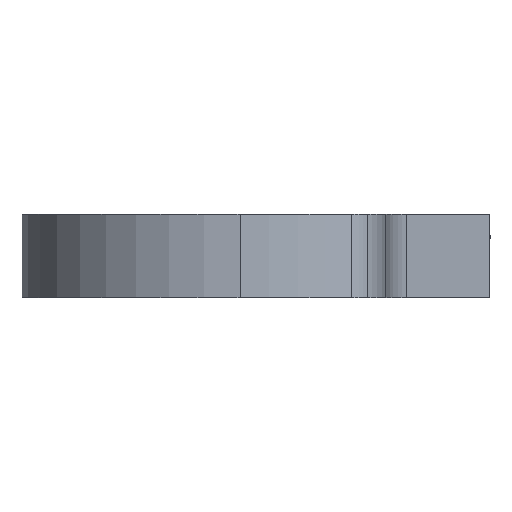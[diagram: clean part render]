
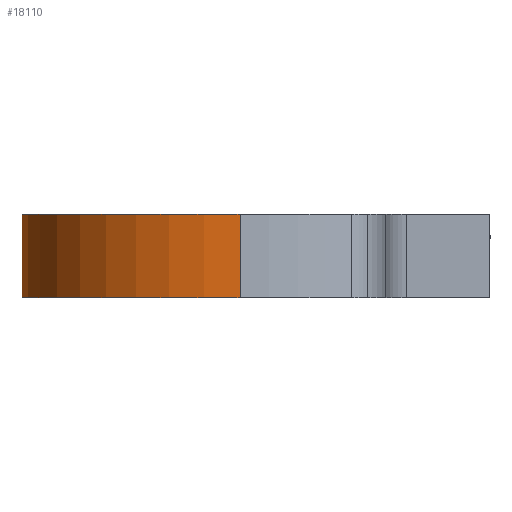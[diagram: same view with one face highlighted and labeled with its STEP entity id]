
A CAD part, left-side view. The second image highlights one B-rep face of the part: STEP entity #18110.
In plain terms, the highlighted cylindrical face has radius 21 mm (diameter 42 mm), a partial arc.
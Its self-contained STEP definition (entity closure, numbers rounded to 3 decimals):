
#479 = EDGE_CURVE ( 'NONE', #12882, #12557, #11639, .T. ) ;
#705 = CARTESIAN_POINT ( 'NONE',  ( 19.146, 8.63, 6.568 ) ) ;
#992 = CARTESIAN_POINT ( 'NONE',  ( 19.148, 8.625, 1.43 ) ) ;
#1022 = AXIS2_PLACEMENT_3D ( 'NONE', #17320, #9488, #6463 ) ;
#1614 = CARTESIAN_POINT ( 'NONE',  ( 18.272, 10.35, 2.812 ) ) ;
#1719 = LINE ( 'NONE', #16799, #8998 ) ;
#1848 = DIRECTION ( 'NONE',  ( 1., 0., 0. ) ) ;
#1899 = VERTEX_POINT ( 'NONE', #18696 ) ;
#1918 = CARTESIAN_POINT ( 'NONE',  ( 18.88, 9.197, 6.277 ) ) ;
#1939 = FACE_OUTER_BOUND ( 'NONE', #12972, .T. ) ;
#2003 = CARTESIAN_POINT ( 'NONE',  ( 19.799, 7., 0.926 ) ) ;
#2481 = CIRCLE ( 'NONE', #13426, 21. ) ;
#2509 = DIRECTION ( 'NONE',  ( 1., 0., 0. ) ) ;
#3614 = LINE ( 'NONE', #9659, #4796 ) ;
#3839 = VERTEX_POINT ( 'NONE', #17346 ) ;
#4024 = EDGE_CURVE ( 'NONE', #12882, #1899, #1719, .T. ) ;
#4029 = CARTESIAN_POINT ( 'NONE',  ( 19.649, 7.425, 6.983 ) ) ;
#4470 = VERTEX_POINT ( 'NONE', #11465 ) ;
#4567 = DIRECTION ( 'NONE',  ( 0., 0., -1. ) ) ;
#4574 = EDGE_CURVE ( 'NONE', #3839, #12557, #7873, .T. ) ;
#4628 = CARTESIAN_POINT ( 'NONE',  ( 18.095, 10.658, 4.456 ) ) ;
#4796 = VECTOR ( 'NONE', #17195, 1000. ) ;
#5153 = DIRECTION ( 'NONE',  ( 0., 0., 1. ) ) ;
#5511 = CARTESIAN_POINT ( 'NONE',  ( 18.707, 9.545, 1.954 ) ) ;
#5546 = EDGE_CURVE ( 'NONE', #1899, #4470, #5810, .T. ) ;
#5810 = CIRCLE ( 'NONE', #11712, 21. ) ;
#5906 = ORIENTED_EDGE ( 'NONE', *, *, #479, .F. ) ;
#6131 = CARTESIAN_POINT ( 'NONE',  ( 18.705, 9.549, 6.043 ) ) ;
#6440 = CARTESIAN_POINT ( 'NONE',  ( 18.072, 10.695, 3.881 ) ) ;
#6463 = DIRECTION ( 'NONE',  ( -1., 0., 0. ) ) ;
#6670 = VERTEX_POINT ( 'NONE', #15199 ) ;
#6747 = CARTESIAN_POINT ( 'NONE',  ( 19.233, 8.435, 6.65 ) ) ;
#6821 = ORIENTED_EDGE ( 'NONE', *, *, #9034, .F. ) ;
#7042 = CARTESIAN_POINT ( 'NONE',  ( 18.236, 10.415, 5.09 ) ) ;
#7348 = CARTESIAN_POINT ( 'NONE',  ( 18.62, 9.713, 2.084 ) ) ;
#7516 = ORIENTED_EDGE ( 'NONE', *, *, #4024, .T. ) ;
#7654 = CARTESIAN_POINT ( 'NONE',  ( 18.452, 10.028, 5.618 ) ) ;
#7873 = LINE ( 'NONE', #15108, #8060 ) ;
#7934 = CARTESIAN_POINT ( 'NONE',  ( 18.116, 10.621, 3.427 ) ) ;
#8060 = VECTOR ( 'NONE', #4567, 1000. ) ;
#8234 = CARTESIAN_POINT ( 'NONE',  ( 18.1, 10.648, 3.537 ) ) ;
#8392 = ORIENTED_EDGE ( 'NONE', *, *, #5546, .T. ) ;
#8998 = VECTOR ( 'NONE', #17699, 1000. ) ;
#9034 = EDGE_CURVE ( 'NONE', #6670, #4470, #3614, .T. ) ;
#9466 = CARTESIAN_POINT ( 'NONE',  ( 18.373, 10.171, 5.453 ) ) ;
#9488 = DIRECTION ( 'NONE',  ( 0., 0., -1. ) ) ;
#9659 = CARTESIAN_POINT ( 'NONE',  ( -21., 0., 8. ) ) ;
#9746 = CARTESIAN_POINT ( 'NONE',  ( 0., 0., 0. ) ) ;
#9765 = CARTESIAN_POINT ( 'NONE',  ( 19.235, 8.431, 1.349 ) ) ;
#9777 = CARTESIAN_POINT ( 'NONE',  ( 18.969, 9.012, 6.381 ) ) ;
#10285 = EDGE_CURVE ( 'NONE', #3839, #6670, #2481, .T. ) ;
#10391 = CARTESIAN_POINT ( 'NONE',  ( 19.799, 7., 7.074 ) ) ;
#11465 = CARTESIAN_POINT ( 'NONE',  ( -21., 0., 0. ) ) ;
#11566 = CARTESIAN_POINT ( 'NONE',  ( 18.241, 10.406, 2.907 ) ) ;
#11639 = B_SPLINE_CURVE_WITH_KNOTS ( 'NONE', 3,
 ( #13651, #17903, #14262, #9765, #992, #15468, #17598, #5511, #7348, #15788, #16088, #1614, #11566, #16381, #12161, #7934, #8234, #14566, #6440, #12768, #4628, #15166, #7042, #9466, #7654, #11868, #6131, #1918, #9777, #705, #6747, #12174, #4029, #12482 ),
 .UNSPECIFIED., .F., .F.,
 ( 4, 2, 2, 2, 2, 2, 2, 2, 2, 2, 2, 2, 2, 2, 2, 2, 4 ),
 ( 0., 0.001, 0.002, 0.003, 0.003, 0.004, 0.004, 0.005, 0.005, 0.005, 0.006, 0.007, 0.008, 0.008, 0.009, 0.01, 0.011 ),
 .UNSPECIFIED. ) ;
#11712 = AXIS2_PLACEMENT_3D ( 'NONE', #9746, #18201, #2509 ) ;
#11727 = ORIENTED_EDGE ( 'NONE', *, *, #10285, .F. ) ;
#11868 = CARTESIAN_POINT ( 'NONE',  ( 18.618, 9.716, 5.913 ) ) ;
#12161 = CARTESIAN_POINT ( 'NONE',  ( 18.158, 10.55, 3.212 ) ) ;
#12174 = CARTESIAN_POINT ( 'NONE',  ( 19.487, 7.838, 6.87 ) ) ;
#12482 = CARTESIAN_POINT ( 'NONE',  ( 19.799, 7., 7.074 ) ) ;
#12557 = VERTEX_POINT ( 'NONE', #10391 ) ;
#12704 = CARTESIAN_POINT ( 'NONE',  ( 0., 0., 8. ) ) ;
#12768 = CARTESIAN_POINT ( 'NONE',  ( 18.072, 10.696, 4.224 ) ) ;
#12882 = VERTEX_POINT ( 'NONE', #2003 ) ;
#12972 = EDGE_LOOP ( 'NONE', ( #6821, #11727, #16344, #5906, #7516, #8392 ) ) ;
#13426 = AXIS2_PLACEMENT_3D ( 'NONE', #12704, #5153, #1848 ) ;
#13651 = CARTESIAN_POINT ( 'NONE',  ( 19.799, 7., 0.926 ) ) ;
#14262 = CARTESIAN_POINT ( 'NONE',  ( 19.488, 7.836, 1.13 ) ) ;
#14566 = CARTESIAN_POINT ( 'NONE',  ( 18.078, 10.686, 3.765 ) ) ;
#15108 = CARTESIAN_POINT ( 'NONE',  ( 19.799, 7., 8. ) ) ;
#15166 = CARTESIAN_POINT ( 'NONE',  ( 18.176, 10.518, 4.887 ) ) ;
#15199 = CARTESIAN_POINT ( 'NONE',  ( -21., 0., 8. ) ) ;
#15468 = CARTESIAN_POINT ( 'NONE',  ( 18.972, 9.005, 1.615 ) ) ;
#15788 = CARTESIAN_POINT ( 'NONE',  ( 18.453, 10.026, 2.38 ) ) ;
#16088 = CARTESIAN_POINT ( 'NONE',  ( 18.375, 10.168, 2.542 ) ) ;
#16344 = ORIENTED_EDGE ( 'NONE', *, *, #4574, .T. ) ;
#16381 = CARTESIAN_POINT ( 'NONE',  ( 18.183, 10.506, 3.107 ) ) ;
#16799 = CARTESIAN_POINT ( 'NONE',  ( 19.799, 7., 8. ) ) ;
#17195 = DIRECTION ( 'NONE',  ( 0., 0., -1. ) ) ;
#17320 = CARTESIAN_POINT ( 'NONE',  ( 0., 0., 8. ) ) ;
#17346 = CARTESIAN_POINT ( 'NONE',  ( 19.799, 7., 8. ) ) ;
#17598 = CARTESIAN_POINT ( 'NONE',  ( 18.883, 9.191, 1.72 ) ) ;
#17630 = CYLINDRICAL_SURFACE ( 'NONE', #1022, 21. ) ;
#17699 = DIRECTION ( 'NONE',  ( 0., 0., -1. ) ) ;
#17903 = CARTESIAN_POINT ( 'NONE',  ( 19.649, 7.424, 1.017 ) ) ;
#18110 = ADVANCED_FACE ( 'NONE', ( #1939 ), #17630, .T. ) ;
#18201 = DIRECTION ( 'NONE',  ( 0., 0., 1. ) ) ;
#18696 = CARTESIAN_POINT ( 'NONE',  ( 19.799, 7., 0. ) ) ;
